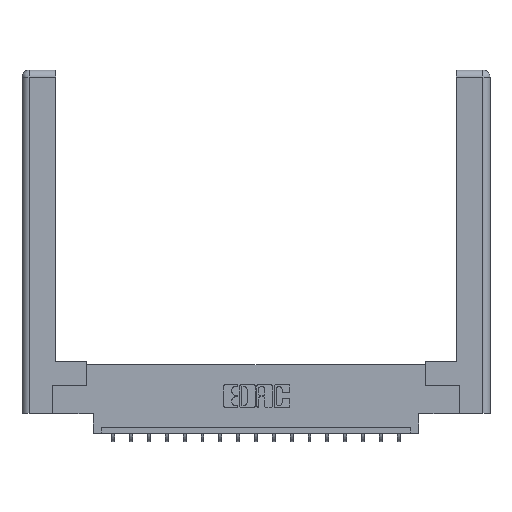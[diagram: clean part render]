
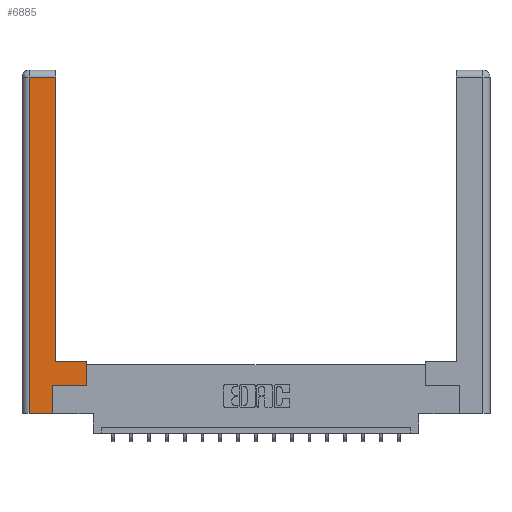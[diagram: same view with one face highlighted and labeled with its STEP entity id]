
A CAD part, top view. The second image highlights one B-rep face of the part: STEP entity #6885.
In plain terms, the highlighted planar face has unit normal (0, 0, 1).
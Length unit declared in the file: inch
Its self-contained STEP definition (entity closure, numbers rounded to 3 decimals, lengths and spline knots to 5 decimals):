
#499 = PLANE ( 'NONE',  #15367 ) ;
#1043 = VERTEX_POINT ( 'NONE', #14042 ) ;
#1153 = DIRECTION ( 'NONE',  ( 1., 0., 0. ) ) ;
#1211 = VERTEX_POINT ( 'NONE', #14537 ) ;
#1636 = CARTESIAN_POINT ( 'NONE',  ( 0.0615, 0., 0. ) ) ;
#2288 = EDGE_CURVE ( 'NONE', #16325, #16803, #9840, .T. ) ;
#2533 = VECTOR ( 'NONE', #7831, 39.37008 ) ;
#2673 = DIRECTION ( 'NONE',  ( -1., 0., 0. ) ) ;
#2788 = CARTESIAN_POINT ( 'NONE',  ( 0.0615, 2.94, 0. ) ) ;
#3371 = DIRECTION ( 'NONE',  ( -1., 0., 0. ) ) ;
#4111 = VECTOR ( 'NONE', #13111, 39.37008 ) ;
#4275 = CARTESIAN_POINT ( 'NONE',  ( 0.265, 0.245, 0. ) ) ;
#4361 = ORIENTED_EDGE ( 'NONE', *, *, #7452, .T. ) ;
#4895 = DIRECTION ( 'NONE',  ( 1., 0., 0. ) ) ;
#5014 = LINE ( 'NONE', #7402, #4111 ) ;
#5074 = LINE ( 'NONE', #11361, #7572 ) ;
#5779 = LINE ( 'NONE', #6658, #9385 ) ;
#6446 = CARTESIAN_POINT ( 'NONE',  ( 0.565, 0.245, 0. ) ) ;
#6463 = ORIENTED_EDGE ( 'NONE', *, *, #11587, .T. ) ;
#6658 = CARTESIAN_POINT ( 'NONE',  ( 0.565, 0.45, 0. ) ) ;
#6885 = ADVANCED_FACE ( 'NONE', ( #10305 ), #499, .F. ) ;
#7065 = VECTOR ( 'NONE', #17209, 39.37008 ) ;
#7321 = CARTESIAN_POINT ( 'NONE',  ( 0.295, 2.94, 0. ) ) ;
#7402 = CARTESIAN_POINT ( 'NONE',  ( 0.295, 3., 0. ) ) ;
#7452 = EDGE_CURVE ( 'NONE', #12192, #9938, #5779, .T. ) ;
#7572 = VECTOR ( 'NONE', #2673, 39.37008 ) ;
#7636 = VERTEX_POINT ( 'NONE', #7321 ) ;
#7831 = DIRECTION ( 'NONE',  ( 0., -1., 0. ) ) ;
#7896 = CARTESIAN_POINT ( 'NONE',  ( 0.0615, 0., 0. ) ) ;
#8545 = VERTEX_POINT ( 'NONE', #2788 ) ;
#8671 = EDGE_CURVE ( 'NONE', #1211, #7636, #5014, .T. ) ;
#9385 = VECTOR ( 'NONE', #16610, 39.37008 ) ;
#9504 = LINE ( 'NONE', #14846, #17476 ) ;
#9526 = LINE ( 'NONE', #4275, #7065 ) ;
#9529 = EDGE_CURVE ( 'NONE', #1043, #12192, #9504, .T. ) ;
#9543 = EDGE_CURVE ( 'NONE', #9938, #1211, #13149, .T. ) ;
#9559 = ORIENTED_EDGE ( 'NONE', *, *, #13687, .T. ) ;
#9750 = VECTOR ( 'NONE', #15035, 39.37008 ) ;
#9840 = LINE ( 'NONE', #11221, #10948 ) ;
#9883 = EDGE_LOOP ( 'NONE', ( #15837, #6463, #17009, #12962, #9559, #15938, #4361, #15185 ) ) ;
#9938 = VERTEX_POINT ( 'NONE', #13888 ) ;
#10305 = FACE_OUTER_BOUND ( 'NONE', #9883, .T. ) ;
#10607 = CARTESIAN_POINT ( 'NONE',  ( 0., 0., 0. ) ) ;
#10948 = VECTOR ( 'NONE', #1153, 39.37008 ) ;
#11221 = CARTESIAN_POINT ( 'NONE',  ( 0.265, 0., 0. ) ) ;
#11361 = CARTESIAN_POINT ( 'NONE',  ( 0.0615, 2.94, 0. ) ) ;
#11587 = EDGE_CURVE ( 'NONE', #7636, #8545, #5074, .T. ) ;
#11797 = CARTESIAN_POINT ( 'NONE',  ( 0.265, 0., 0. ) ) ;
#12047 = DIRECTION ( 'NONE',  ( 0., 0., -1. ) ) ;
#12107 = CARTESIAN_POINT ( 'NONE',  ( 0.295, 0.45, 0. ) ) ;
#12192 = VERTEX_POINT ( 'NONE', #6446 ) ;
#12921 = EDGE_CURVE ( 'NONE', #8545, #16325, #15909, .T. ) ;
#12962 = ORIENTED_EDGE ( 'NONE', *, *, #2288, .T. ) ;
#13111 = DIRECTION ( 'NONE',  ( 0., 1., 0. ) ) ;
#13149 = LINE ( 'NONE', #12107, #9750 ) ;
#13687 = EDGE_CURVE ( 'NONE', #16803, #1043, #9526, .T. ) ;
#13888 = CARTESIAN_POINT ( 'NONE',  ( 0.565, 0.45, 0. ) ) ;
#14042 = CARTESIAN_POINT ( 'NONE',  ( 0.265, 0.245, 0. ) ) ;
#14537 = CARTESIAN_POINT ( 'NONE',  ( 0.295, 0.45, 0. ) ) ;
#14846 = CARTESIAN_POINT ( 'NONE',  ( 0.565, 0.245, 0. ) ) ;
#15035 = DIRECTION ( 'NONE',  ( -1., 0., 0. ) ) ;
#15185 = ORIENTED_EDGE ( 'NONE', *, *, #9543, .T. ) ;
#15367 = AXIS2_PLACEMENT_3D ( 'NONE', #10607, #12047, #3371 ) ;
#15837 = ORIENTED_EDGE ( 'NONE', *, *, #8671, .T. ) ;
#15909 = LINE ( 'NONE', #7896, #2533 ) ;
#15938 = ORIENTED_EDGE ( 'NONE', *, *, #9529, .T. ) ;
#16325 = VERTEX_POINT ( 'NONE', #1636 ) ;
#16610 = DIRECTION ( 'NONE',  ( 0., 1., 0. ) ) ;
#16803 = VERTEX_POINT ( 'NONE', #11797 ) ;
#17009 = ORIENTED_EDGE ( 'NONE', *, *, #12921, .T. ) ;
#17209 = DIRECTION ( 'NONE',  ( 0., 1., 0. ) ) ;
#17476 = VECTOR ( 'NONE', #4895, 39.37008 ) ;
